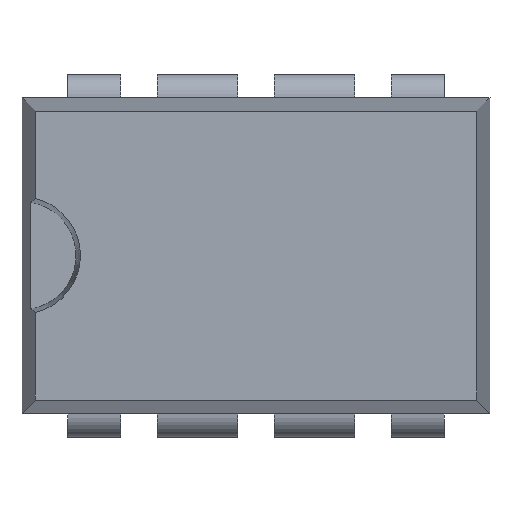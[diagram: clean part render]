
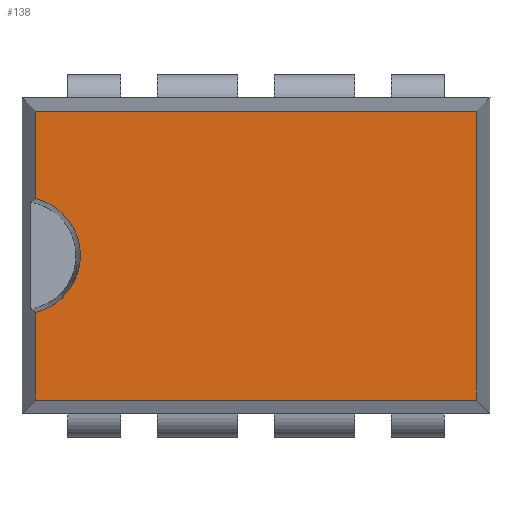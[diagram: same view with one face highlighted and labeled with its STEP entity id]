
A CAD part, top view. The second image highlights one B-rep face of the part: STEP entity #138.
In plain terms, the highlighted planar face has unit normal (0, 0, 1).
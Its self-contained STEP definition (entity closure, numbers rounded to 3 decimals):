
#138=ADVANCED_FACE('',(#1840),#1842,.T.);
#1840=FACE_BOUND('',#1841,.T.);
#1841=EDGE_LOOP('',(#3100,#3101,#3102,#3103,#3104,#3105));
#1842=PLANE('',#1843);
#1843=AXIS2_PLACEMENT_3D('',#1844,#1845,#1846);
#1844=CARTESIAN_POINT('',(0.,0.,5.33));
#1845=DIRECTION('',(0.,0.,1.));
#1846=DIRECTION('',(1.,0.,0.));
#3100=ORIENTED_EDGE('',*,*,#3928,.T.);
#3101=ORIENTED_EDGE('',*,*,#3929,.T.);
#3102=ORIENTED_EDGE('',*,*,#3930,.T.);
#3103=ORIENTED_EDGE('',*,*,#3931,.T.);
#3104=ORIENTED_EDGE('',*,*,#3932,.T.);
#3105=ORIENTED_EDGE('',*,*,#3933,.T.);
#3928=EDGE_CURVE('',#4342,#4343,#4344,.F.);
#3929=EDGE_CURVE('',#4343,#4345,#4346,.T.);
#3930=EDGE_CURVE('',#4345,#4347,#4348,.T.);
#3931=EDGE_CURVE('',#4347,#4349,#4350,.T.);
#3932=EDGE_CURVE('',#4349,#4351,#4352,.T.);
#3933=EDGE_CURVE('',#4351,#4342,#4353,.T.);
#4342=VERTEX_POINT('',#5008);
#4343=VERTEX_POINT('',#5009);
#4344=CIRCLE('',#5010,1.27);
#4345=VERTEX_POINT('',#5014);
#4346=LINE('',#5015,#5016);
#4347=VERTEX_POINT('',#5018);
#4348=LINE('',#5019,#5020);
#4349=VERTEX_POINT('',#5022);
#4350=LINE('',#5023,#5024);
#4351=VERTEX_POINT('',#5026);
#4352=LINE('',#5027,#5028);
#4353=LINE('',#5030,#5031);
#5008=CARTESIAN_POINT('',(-0.981,5.047,5.33));
#5009=CARTESIAN_POINT('',(-0.981,2.573,5.33));
#5010=AXIS2_PLACEMENT_3D('',#5011,#5012,#5013);
#5011=CARTESIAN_POINT('',(-1.27,3.81,5.33));
#5012=DIRECTION('',(0.,0.,1.));
#5013=DIRECTION('',(0.227,-0.974,0.));
#5014=CARTESIAN_POINT('',(-0.981,0.674,5.33));
#5015=CARTESIAN_POINT('',(-0.981,2.573,5.33));
#5016=VECTOR('',#5017,1.);
#5017=DIRECTION('',(0.,-1.,0.));
#5018=CARTESIAN_POINT('',(8.601,0.674,5.33));
#5019=CARTESIAN_POINT('',(-0.981,0.674,5.33));
#5020=VECTOR('',#5021,1.);
#5021=DIRECTION('',(1.,0.,0.));
#5022=CARTESIAN_POINT('',(8.601,6.946,5.33));
#5023=CARTESIAN_POINT('',(8.601,0.674,5.33));
#5024=VECTOR('',#5025,1.);
#5025=DIRECTION('',(0.,1.,0.));
#5026=CARTESIAN_POINT('',(-0.981,6.946,5.33));
#5027=CARTESIAN_POINT('',(8.601,6.946,5.33));
#5028=VECTOR('',#5029,1.);
#5029=DIRECTION('',(-1.,0.,0.));
#5030=CARTESIAN_POINT('',(-0.981,6.946,5.33));
#5031=VECTOR('',#5032,1.);
#5032=DIRECTION('',(0.,-1.,0.));
